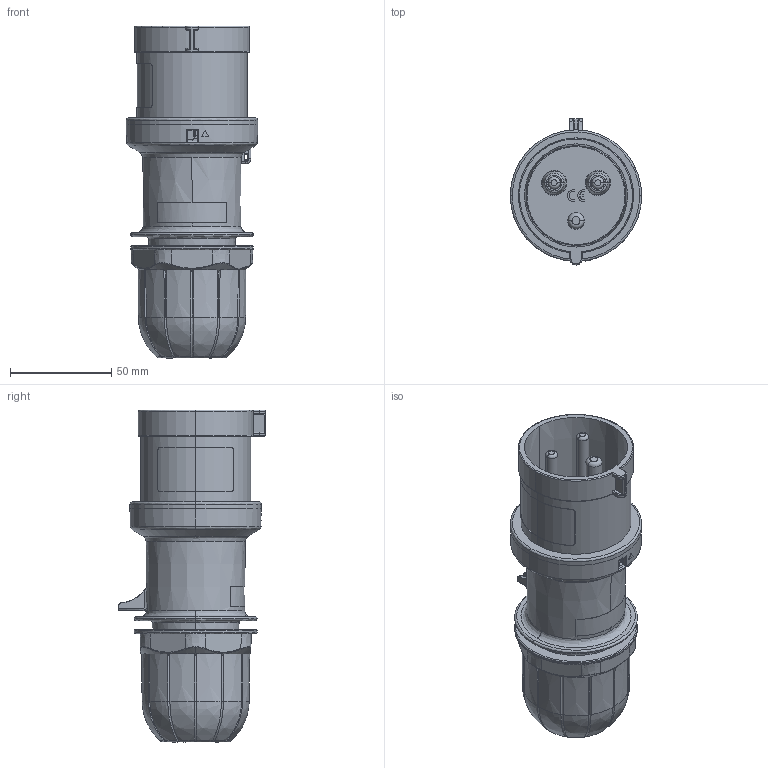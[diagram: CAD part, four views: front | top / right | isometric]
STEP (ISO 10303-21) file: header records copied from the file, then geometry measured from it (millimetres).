
FILE_DESCRIPTION (( 'STEP AP214' ), '1' );
FILE_NAME ('CATSTD-0S232-0P6-M01.STEP', '2019-08-05T20:17:41', ( '' ), ( '' ), 'SwSTEP 2.0', 'SolidWorks 2017', '' );
FILE_SCHEMA (( 'AUTOMOTIVE_DESIGN' ));
Length unit declared in the file: millimetre
Products named in the file (1): CATSTD-0S232-0P6-M01
Bounding box: 65 x 72.4 x 164.2 mm (x, y, z)
Volume: 126975.8 mm3; surface area: 133224.3 mm2
Topology: 12 solids, 13 shells, 3271 faces, 8372 edges, 5146 vertices
Faces by surface type: bspline 1314, plane 847, cylinder 751, cone 337, torus 22
Entity records: 163372 total; most frequent: CARTESIAN_POINT 96305, ORIENTED_EDGE 16620, DIRECTION 10173, EDGE_CURVE 8310, VERTEX_POINT 5136, AXIS2_PLACEMENT_3D 3902, B_SPLINE_CURVE_WITH_KNOTS 3586, EDGE_LOOP 3390
